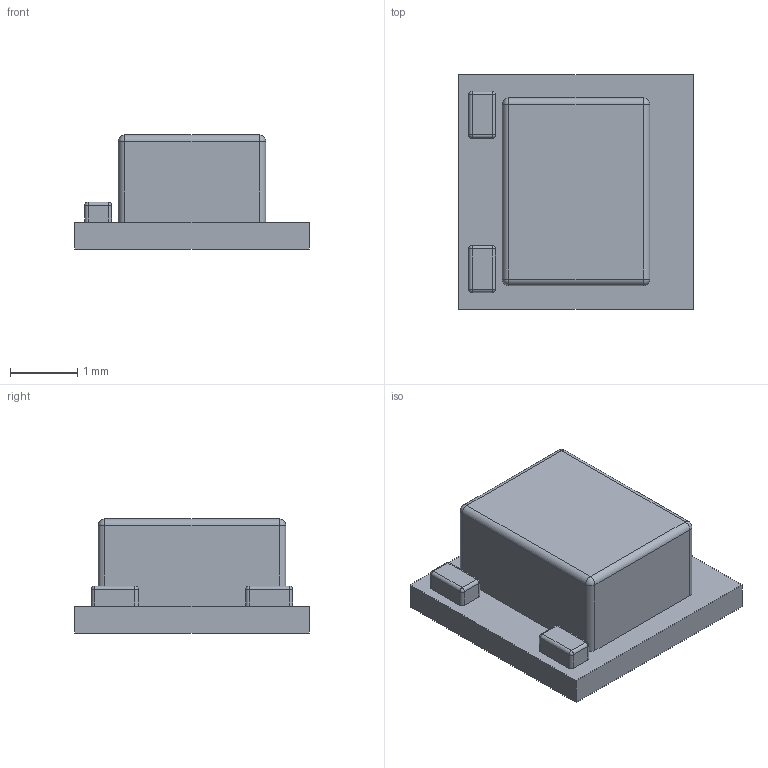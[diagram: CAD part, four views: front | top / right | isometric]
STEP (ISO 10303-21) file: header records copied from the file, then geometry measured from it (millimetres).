
FILE_DESCRIPTION(('FreeCAD Model'),'2;1');
FILE_NAME('Compound.step','2020-02-21T17:19:10',('kicad StepUp'),( 'ksu MCAD'),'Open CASCADE STEP processor 7.4','FreeCAD','Unknown');
FILE_SCHEMA(('AUTOMOTIVE_DESIGN { 1 0 10303 214 1 1 1 1 }'));
Length unit declared in the file: millimetre
Products named in the file (1): Compound
Bounding box: 3.5 x 3.5 x 1.7 mm (x, y, z)
Volume: 13 mm3; surface area: 57 mm2
Topology: 4 solids, 4 shells, 60 faces, 132 edges, 68 vertices
Faces by surface type: plane 24, cylinder 24, sphere 12
Entity records: 1952 total; most frequent: DIRECTION 290, CARTESIAN_POINT 249, ORIENTED_EDGE 240, EDGE_CURVE 120, AXIS2_PLACEMENT_3D 109, LINE 72, VECTOR 72, VERTEX_POINT 68
